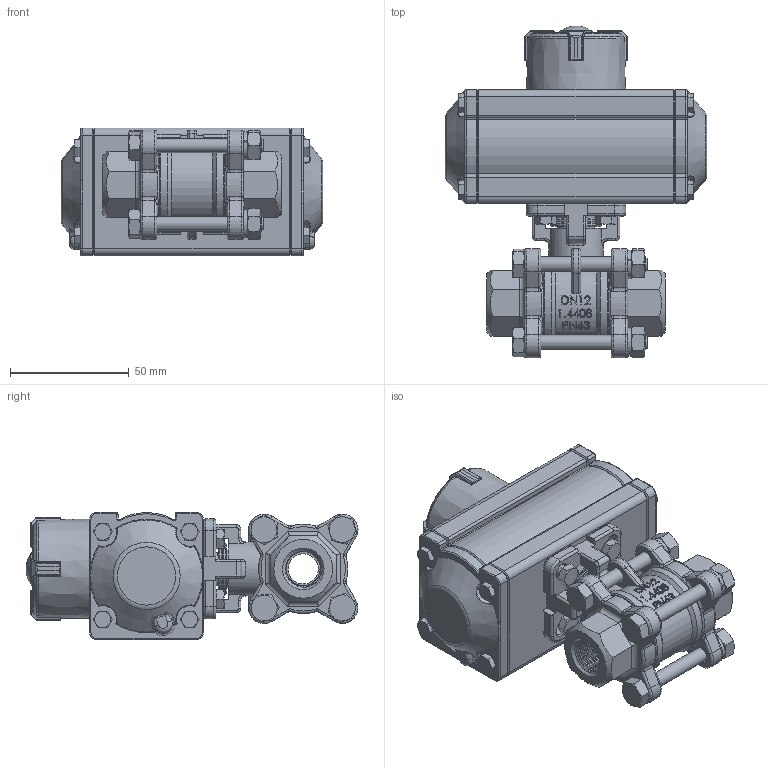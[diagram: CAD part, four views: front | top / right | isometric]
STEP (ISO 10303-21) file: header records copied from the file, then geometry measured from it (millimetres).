
FILE_DESCRIPTION(/* description */ ('Unknown'),/* implementation_level */ '2;1');
FILE_NAME(/* name */ 'DW01 9323-03',/* time_stamp */ '2022-10-24T13:16:04+02:00',/* author */ ('Unknown'),/* organization */ ('Unknown'),/* preprocessor_version */ 'ST-DEVELOPER v16.7',/* originating_system */ 'Solid Edge',/* authorisation */ 'Unknown');
FILE_SCHEMA (('AUTOMOTIVE_DESIGN {1 0 10303 214 3 1 1}'));
Length unit declared in the file: millimetre
Products named in the file (9): DW019323-03_(DW09-8.112.012); 8.112.012; DW01_(DW09); KP-35; cup head nib bolts with large head gb_GB_FASTENER_BOLT_CHNBW M6X25-N; ________(___________; _____________; ______; DIN 933 M5x12 A2-70 BLK_EDST
Assembly tree (13 placements, depth 3):
  DW019323-03_(DW09-8.112.012)
    8.112.012
    DW01_(DW09)
      KP-35
      cup head nib bolts with large head gb_GB_FASTENER_BOLT_CHNBW M6X25-N
      ________(___________  x2
      _____________  x2
      ______
    DIN 933 M5x12 A2-70 BLK_EDST  x4
Bounding box: 110 x 139.65 x 53.8 mm (x, y, z)
Volume: 348648 mm3; surface area: 79967.3 mm2
Topology: 12 solids, 14 shells, 2011 faces, 5143 edges, 3191 vertices
Faces by surface type: plane 710, cylinder 508, bspline 423, cone 197, torus 164, sphere 9
Full cylindrical faces by diameter (mm): 1.8 x2, 3 x16, 3.3 x8, 4.2 x12, 4.66 x1, 5 x9, 6 x9, 6.2 x1, 7 x10, 8 x4, 8.8 x2, 9.7 x1, 11.9 x1, 12.7 x1, 12.9 x1, 16 x1, 18 x1, 19.6 x1, 20 x1, 21.2 x2, 23 x1, 23.981 x1, 27 x1, 27.5 x1, 37.5 x2, 38.5 x1
Entity records: 99990 total; most frequent: CARTESIAN_POINT 52681, ORIENTED_EDGE 8824, DIRECTION 7095, EDGE_CURVE 4412, VERTEX_POINT 2869, AXIS2_PLACEMENT_3D 2661, FACE_BOUND 2101, EDGE_LOOP 2083
